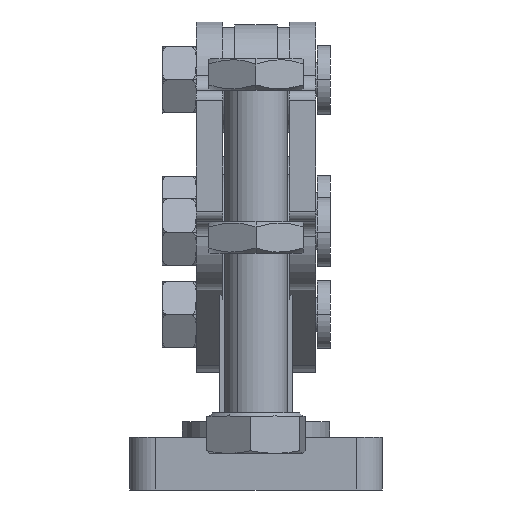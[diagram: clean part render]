
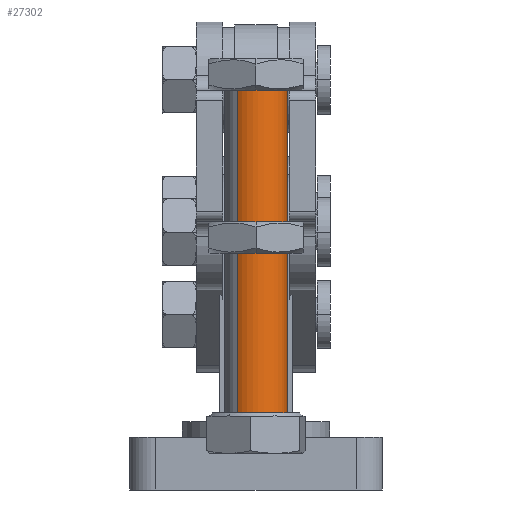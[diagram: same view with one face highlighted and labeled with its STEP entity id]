
A CAD part, left-side view. The second image highlights one B-rep face of the part: STEP entity #27302.
In plain terms, the highlighted cylindrical face has radius 6 mm (diameter 12 mm), a partial arc.
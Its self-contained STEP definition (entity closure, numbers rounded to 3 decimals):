
#7581 = CARTESIAN_POINT ( 'NONE',  ( 72.08, 0., 6. ) ) ;
#7582 = CARTESIAN_POINT ( 'NONE',  ( 72.08, 0., -6. ) ) ;
#7583 = CARTESIAN_POINT ( 'NONE',  ( 7.68, 0., -6. ) ) ;
#7585 = CARTESIAN_POINT ( 'NONE',  ( 7.68, 0., 6. ) ) ;
#10758 = AXIS2_PLACEMENT_3D ( 'NONE', #29718, #29716, #29711 ) ;
#12841 = EDGE_LOOP ( 'NONE', ( #19466, #19465, #19464, #19463 ) ) ;
#14503 = CIRCLE ( 'NONE', #20426, 6. ) ;
#14552 = CIRCLE ( 'NONE', #20436, 6. ) ;
#14556 = LINE ( 'NONE', #25054, #14566 ) ;
#14561 = LINE ( 'NONE', #25037, #14563 ) ;
#14563 = VECTOR ( 'NONE', #25045, 1000. ) ;
#14566 = VECTOR ( 'NONE', #25050, 1000. ) ;
#19024 = VERTEX_POINT ( 'NONE', #7581 ) ;
#19025 = VERTEX_POINT ( 'NONE', #7582 ) ;
#19026 = VERTEX_POINT ( 'NONE', #7583 ) ;
#19028 = VERTEX_POINT ( 'NONE', #7585 ) ;
#19463 = ORIENTED_EDGE ( 'NONE', *, *, #20169, .T. ) ;
#19464 = ORIENTED_EDGE ( 'NONE', *, *, #20181, .T. ) ;
#19465 = ORIENTED_EDGE ( 'NONE', *, *, #20125, .T. ) ;
#19466 = ORIENTED_EDGE ( 'NONE', *, *, #20183, .F. ) ;
#20125 = EDGE_CURVE ( 'NONE', #19025, #19024, #14503, .T. ) ;
#20169 = EDGE_CURVE ( 'NONE', #19028, #19026, #14552, .T. ) ;
#20181 = EDGE_CURVE ( 'NONE', #19024, #19028, #14561, .T. ) ;
#20183 = EDGE_CURVE ( 'NONE', #19025, #19026, #14556, .T. ) ;
#20426 = AXIS2_PLACEMENT_3D ( 'NONE', #24859, #24860, #24861 ) ;
#20436 = AXIS2_PLACEMENT_3D ( 'NONE', #25015, #25016, #25017 ) ;
#24859 = CARTESIAN_POINT ( 'NONE',  ( 72.08, 0., 0. ) ) ;
#24860 = DIRECTION ( 'NONE',  ( -1., 0., 0. ) ) ;
#24861 = DIRECTION ( 'NONE',  ( 0., 0., -1. ) ) ;
#25015 = CARTESIAN_POINT ( 'NONE',  ( 7.68, 0., 0. ) ) ;
#25016 = DIRECTION ( 'NONE',  ( 1., 0., 0. ) ) ;
#25017 = DIRECTION ( 'NONE',  ( 0., 0., 1. ) ) ;
#25037 = CARTESIAN_POINT ( 'NONE',  ( 72.68, 0., 6. ) ) ;
#25045 = DIRECTION ( 'NONE',  ( -1., 0., 0. ) ) ;
#25050 = DIRECTION ( 'NONE',  ( -1., 0., 0. ) ) ;
#25054 = CARTESIAN_POINT ( 'NONE',  ( 72.68, 0., -6. ) ) ;
#27302 = ADVANCED_FACE ( 'NONE', ( #28369 ), #28374, .T. ) ;
#28369 = FACE_OUTER_BOUND ( 'NONE', #12841, .T. ) ;
#28374 = CYLINDRICAL_SURFACE ( 'NONE', #10758, 6. ) ;
#29711 = DIRECTION ( 'NONE',  ( 0., 0., 1. ) ) ;
#29716 = DIRECTION ( 'NONE',  ( -1., 0., 0. ) ) ;
#29718 = CARTESIAN_POINT ( 'NONE',  ( 72.68, 0., 0. ) ) ;
